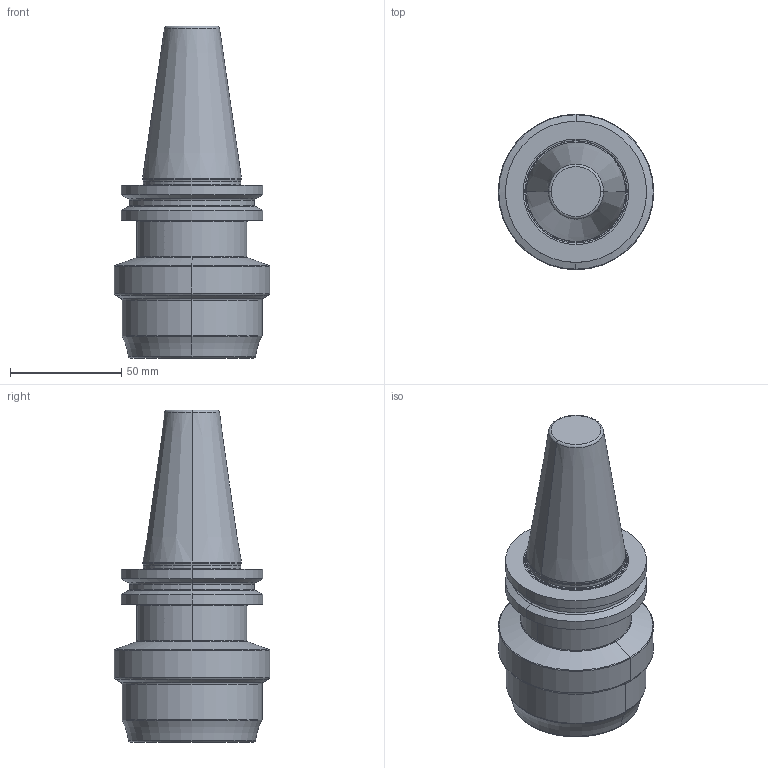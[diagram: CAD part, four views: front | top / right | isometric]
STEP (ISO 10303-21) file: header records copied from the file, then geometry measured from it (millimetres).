
FILE_DESCRIPTION((''),'2;1');
FILE_NAME('607555410-000-00-E43','2022-03-22T12:49:53',('bahnemannr'),(''),'CREO PARAMETRIC BY PTC INC, 2019030','CREO PARAMETRIC BY PTC INC, 2019030','');
FILE_SCHEMA(('AP242_MANAGED_MODEL_BASED_3D_ENGINEERING_MIM_LF { 1 0 10303 442 1 1 4 }'));
Length unit declared in the file: millimetre
Products named in the file (1): 607555410-000-00-E43
Bounding box: 70 x 70 x 149.4 mm (x, y, z)
Volume: 247035.6 mm3; surface area: 37170.4 mm2
Topology: 1 solids, 1 shells, 70 faces, 140 edges, 78 vertices
Faces by surface type: torus 30, cylinder 18, cone 14, plane 8
Entity records: 2830 total; most frequent: DIRECTION 396, CARTESIAN_POINT 294, ORIENTED_EDGE 280, AXIS2_PLACEMENT_3D 182, PRESENTATION_STYLE_ASSIGNMENT 144, STYLED_ITEM 144, CURVE_STYLE 143, EDGE_CURVE 140
